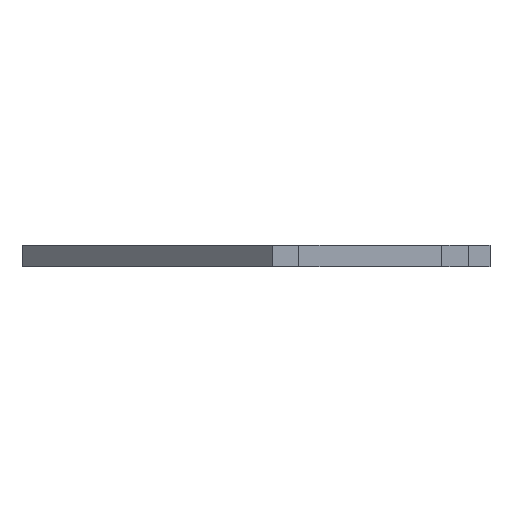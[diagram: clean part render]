
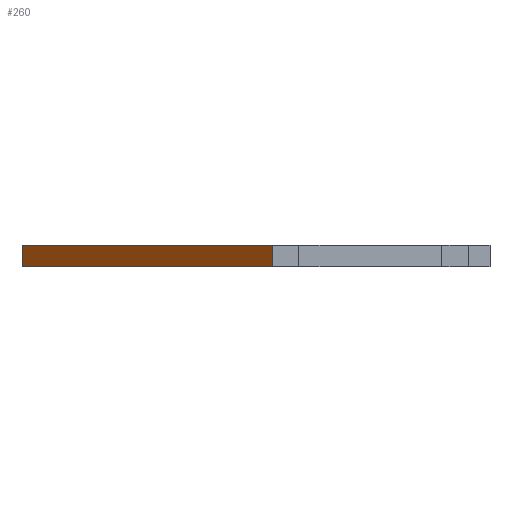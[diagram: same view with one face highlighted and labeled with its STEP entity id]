
A CAD part, front view. The second image highlights one B-rep face of the part: STEP entity #260.
In plain terms, the highlighted planar face has unit normal (-0.996, -0.087, 0).
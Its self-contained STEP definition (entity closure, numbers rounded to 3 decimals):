
#173=CARTESIAN_POINT('Line Origine',(41.91,3.175,1.499)) ;
#177=CARTESIAN_POINT('Vertex',(41.91,3.175,0.)) ;
#179=CARTESIAN_POINT('Vertex',(41.91,3.175,2.997)) ;
#230=CARTESIAN_POINT('Axis2P3D Location',(41.91,3.175,0.)) ;
#235=CARTESIAN_POINT('Line Origine',(6.35,409.628,1.499)) ;
#239=CARTESIAN_POINT('Vertex',(6.35,409.628,0.)) ;
#241=CARTESIAN_POINT('Vertex',(6.35,409.628,2.997)) ;
#244=CARTESIAN_POINT('Line Origine',(24.13,206.401,0.)) ;
#249=CARTESIAN_POINT('Line Origine',(24.13,206.401,2.997)) ;
#175=VECTOR('Line Direction',#174,1.) ;
#237=VECTOR('Line Direction',#236,1.) ;
#246=VECTOR('Line Direction',#245,1.) ;
#251=VECTOR('Line Direction',#250,1.) ;
#174=DIRECTION('Vector Direction',(0.,0.,1.)) ;
#231=DIRECTION('Axis2P3D Direction',(0.996,0.087,-0.)) ;
#232=DIRECTION('Axis2P3D XDirection',(-0.087,0.996,0.)) ;
#236=DIRECTION('Vector Direction',(0.,0.,1.)) ;
#245=DIRECTION('Vector Direction',(-0.087,0.996,0.)) ;
#250=DIRECTION('Vector Direction',(-0.087,0.996,0.)) ;
#233=AXIS2_PLACEMENT_3D('Plane Axis2P3D',#230,#231,#232) ;
#176=LINE('Line',#173,#175) ;
#238=LINE('Line',#235,#237) ;
#247=LINE('Line',#244,#246) ;
#252=LINE('Line',#249,#251) ;
#234=PLANE('',#233) ;
#181=EDGE_CURVE('',#178,#180,#176,.T.) ;
#243=EDGE_CURVE('',#240,#242,#238,.T.) ;
#248=EDGE_CURVE('',#240,#178,#247,.F.) ;
#253=EDGE_CURVE('',#242,#180,#252,.F.) ;
#255=ORIENTED_EDGE('',*,*,#243,.F.) ;
#256=ORIENTED_EDGE('',*,*,#248,.T.) ;
#257=ORIENTED_EDGE('',*,*,#181,.T.) ;
#258=ORIENTED_EDGE('',*,*,#253,.F.) ;
#254=EDGE_LOOP('',(#255,#256,#257,#258)) ;
#178=VERTEX_POINT('',#177) ;
#180=VERTEX_POINT('',#179) ;
#240=VERTEX_POINT('',#239) ;
#242=VERTEX_POINT('',#241) ;
#260=ADVANCED_FACE('PartBody',(#259),#234,.F.) ;
#259=FACE_OUTER_BOUND('',#254,.T.) ;
